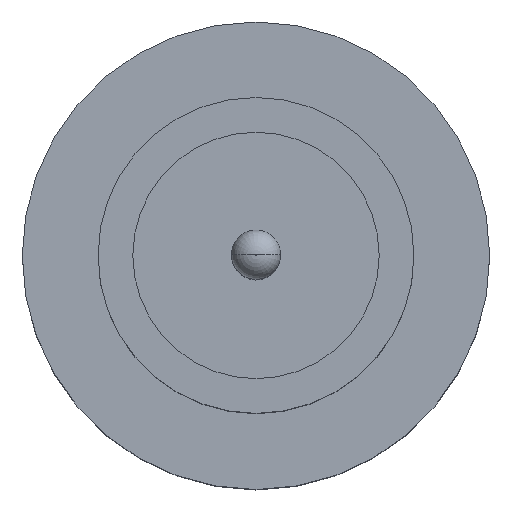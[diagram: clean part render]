
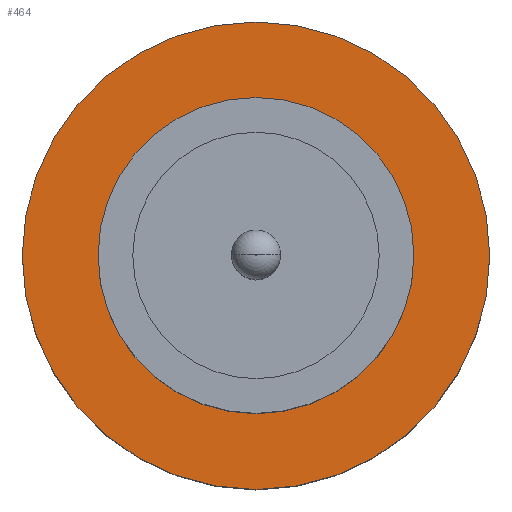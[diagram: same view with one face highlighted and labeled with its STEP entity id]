
A CAD part, top view. The second image highlights one B-rep face of the part: STEP entity #464.
In plain terms, the highlighted planar face has unit normal (0, 0, 1).
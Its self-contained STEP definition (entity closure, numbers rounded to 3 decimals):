
#5 = ORIENTED_EDGE ( 'NONE', *, *, #288, .T. ) ;
#19 = CARTESIAN_POINT ( 'NONE',  ( 1.25, 0., 1.55 ) ) ;
#30 = CARTESIAN_POINT ( 'NONE',  ( 0., 0., 1.55 ) ) ;
#35 = EDGE_CURVE ( 'NONE', #393, #242, #85, .T. ) ;
#44 = ORIENTED_EDGE ( 'NONE', *, *, #789, .T. ) ;
#46 = AXIS2_PLACEMENT_3D ( 'NONE', #755, #374, #189 ) ;
#56 = DIRECTION ( 'NONE',  ( 0., 0., 1. ) ) ;
#58 = AXIS2_PLACEMENT_3D ( 'NONE', #614, #56, #505 ) ;
#66 = AXIS2_PLACEMENT_3D ( 'NONE', #788, #606, #164 ) ;
#85 = CIRCLE ( 'NONE', #46, 1.25 ) ;
#113 = CARTESIAN_POINT ( 'NONE',  ( -1.85, 0., 1.55 ) ) ;
#132 = FACE_OUTER_BOUND ( 'NONE', #226, .T. ) ;
#151 = CARTESIAN_POINT ( 'NONE',  ( 0., 0., 1.55 ) ) ;
#161 = CARTESIAN_POINT ( 'NONE',  ( 1.85, 0., 1.55 ) ) ;
#162 = DIRECTION ( 'NONE',  ( 1., 0., 0. ) ) ;
#164 = DIRECTION ( 'NONE',  ( 1., 0., 0. ) ) ;
#189 = DIRECTION ( 'NONE',  ( 1., 0., 0. ) ) ;
#214 = CARTESIAN_POINT ( 'NONE',  ( -1.25, 0., 1.55 ) ) ;
#226 = EDGE_LOOP ( 'NONE', ( #5, #44 ) ) ;
#238 = ORIENTED_EDGE ( 'NONE', *, *, #332, .F. ) ;
#242 = VERTEX_POINT ( 'NONE', #214 ) ;
#288 = EDGE_CURVE ( 'NONE', #705, #336, #797, .T. ) ;
#332 = EDGE_CURVE ( 'NONE', #242, #393, #597, .T. ) ;
#335 = DIRECTION ( 'NONE',  ( 1., 0., 0. ) ) ;
#336 = VERTEX_POINT ( 'NONE', #161 ) ;
#374 = DIRECTION ( 'NONE',  ( 0., 0., 1. ) ) ;
#393 = VERTEX_POINT ( 'NONE', #19 ) ;
#442 = ORIENTED_EDGE ( 'NONE', *, *, #35, .F. ) ;
#455 = AXIS2_PLACEMENT_3D ( 'NONE', #30, #598, #335 ) ;
#464 = ADVANCED_FACE ( 'NONE', ( #677, #132 ), #720, .T. ) ;
#484 = AXIS2_PLACEMENT_3D ( 'NONE', #151, #586, #162 ) ;
#505 = DIRECTION ( 'NONE',  ( 1., 0., 0. ) ) ;
#528 = CIRCLE ( 'NONE', #58, 1.85 ) ;
#586 = DIRECTION ( 'NONE',  ( 0., 0., 1. ) ) ;
#597 = CIRCLE ( 'NONE', #484, 1.25 ) ;
#598 = DIRECTION ( 'NONE',  ( 0., 0., 1. ) ) ;
#605 = EDGE_LOOP ( 'NONE', ( #442, #238 ) ) ;
#606 = DIRECTION ( 'NONE',  ( 0., 0., 1. ) ) ;
#614 = CARTESIAN_POINT ( 'NONE',  ( 0., 0., 1.55 ) ) ;
#677 = FACE_BOUND ( 'NONE', #605, .T. ) ;
#705 = VERTEX_POINT ( 'NONE', #113 ) ;
#720 = PLANE ( 'NONE',  #66 ) ;
#755 = CARTESIAN_POINT ( 'NONE',  ( 0., 0., 1.55 ) ) ;
#788 = CARTESIAN_POINT ( 'NONE',  ( 0., 0., 1.55 ) ) ;
#789 = EDGE_CURVE ( 'NONE', #336, #705, #528, .T. ) ;
#797 = CIRCLE ( 'NONE', #455, 1.85 ) ;
